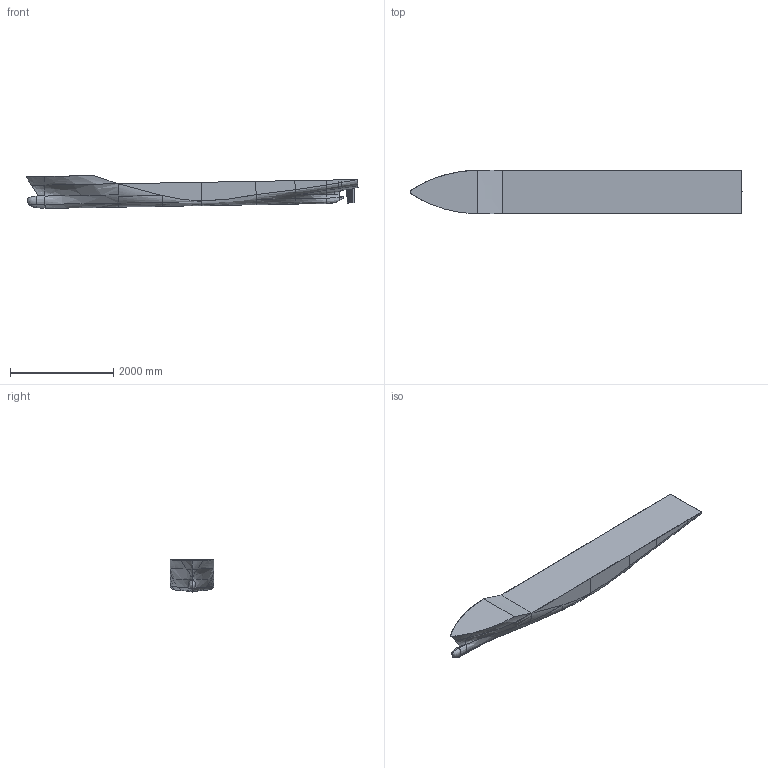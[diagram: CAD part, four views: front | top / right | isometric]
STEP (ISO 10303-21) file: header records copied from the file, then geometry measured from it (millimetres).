
FILE_DESCRIPTION(/* description */ (''),/* implementation_level */ '2;1');
FILE_NAME(/* name */ 'KCS_bare_hull',/* time_stamp */ '2025-02-18T10:56:36+01:00',/* author */ (''),/* organization */ (''),/* preprocessor_version */ 'ST-DEVELOPER v16.5',/* originating_system */ '',/* authorisation */ '');
FILE_SCHEMA (('CONFIG_CONTROL_DESIGN'));
Length unit declared in the file: millimetre
Products named in the file (1): Document
Bounding box: 6440.21 x 849.91 x 636.64 mm (x, y, z)
Surface area: 15001383.6 mm2 (no closed solid volume)
Topology: 0 solids, 146 shells, 146 faces, 638 edges, 631 vertices
Faces by surface type: bspline 123, plane 23
Entity records: 31892 total; most frequent: CARTESIAN_POINT 28354, ORIENTED_EDGE 630, EDGE_CURVE 630, B_SPLINE_CURVE_WITH_KNOTS 630, VERTEX_POINT 630, SHELL_BASED_SURFACE_MODEL 146, OPEN_SHELL 146, ADVANCED_FACE 146
